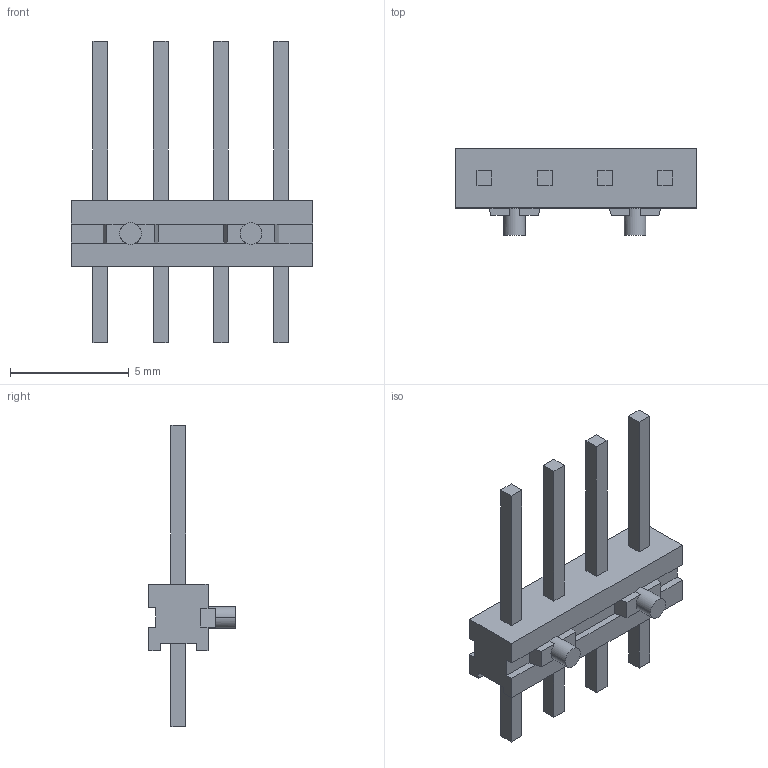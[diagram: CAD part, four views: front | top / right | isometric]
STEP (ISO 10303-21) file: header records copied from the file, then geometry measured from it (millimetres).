
FILE_DESCRIPTION((''),'2;1');
FILE_NAME('C-825433-4','2017-02-27T',('workeradm'),('Tyco Electronics Ltd.'),'CREO PARAMETRIC BY PTC INC, 2016050','CREO PARAMETRIC BY PTC INC, 2016050','');
FILE_SCHEMA(('AUTOMOTIVE_DESIGN { 1 0 10303 214 1 1 1 1 }'));
Length unit declared in the file: millimetre
Products named in the file (1): C-825433-4
Bounding box: 10.16 x 3.65 x 12.7 mm (x, y, z)
Volume: 81 mm3; surface area: 247.1 mm2
Topology: 1 solids, 1 shells, 86 faces, 220 edges, 144 vertices
Faces by surface type: plane 82, cylinder 4
Entity records: 2732 total; most frequent: CARTESIAN_POINT 452, ORIENTED_EDGE 440, DIRECTION 408, EDGE_CURVE 220, VECTOR 204, LINE 204, VERTEX_POINT 144, COLOUR_RGB 126
